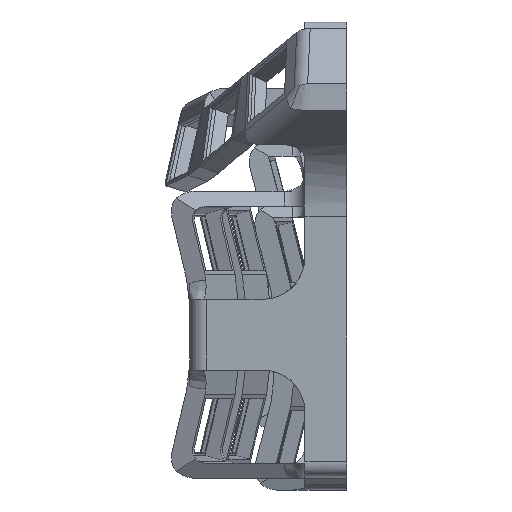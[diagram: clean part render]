
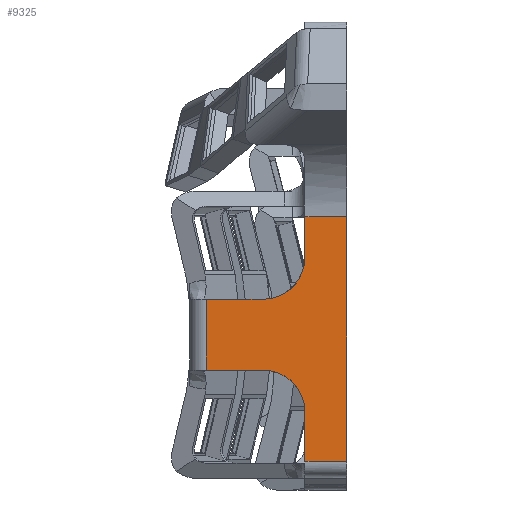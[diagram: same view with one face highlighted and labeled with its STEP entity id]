
A CAD part, left-side view. The second image highlights one B-rep face of the part: STEP entity #9325.
In plain terms, the highlighted planar face has unit normal (-1, 0, 0).
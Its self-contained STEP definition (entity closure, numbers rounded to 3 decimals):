
#481=PLANE('',#9871);
#962=FACE_OUTER_BOUND('',#1476,.T.);
#1476=EDGE_LOOP('',(#7481,#7482,#7483,#7484,#7485,#7486,#7487,#7488,#7489,
#7490));
#1819=LINE('',#12624,#2925);
#1995=LINE('',#13878,#3101);
#1999=LINE('',#13891,#3105);
#2000=LINE('',#13915,#3106);
#2230=LINE('',#16002,#3336);
#2233=LINE('',#16047,#3339);
#2236=LINE('',#16053,#3342);
#2237=LINE('',#16056,#3343);
#2925=VECTOR('',#10244,10.);
#3101=VECTOR('',#10614,10.);
#3105=VECTOR('',#10626,10.);
#3106=VECTOR('',#10627,10.);
#3336=VECTOR('',#11127,10.);
#3339=VECTOR('',#11134,10.);
#3342=VECTOR('',#11139,10.);
#3343=VECTOR('',#11144,10.);
#4058=CIRCLE('',#9725,10.);
#4060=CIRCLE('',#9730,10.);
#4110=VERTEX_POINT('',#12612);
#4111=VERTEX_POINT('',#12623);
#4326=VERTEX_POINT('',#13868);
#4327=VERTEX_POINT('',#13870);
#4329=VERTEX_POINT('',#13876);
#4332=VERTEX_POINT('',#13884);
#4333=VERTEX_POINT('',#13886);
#4334=VERTEX_POINT('',#13890);
#4335=VERTEX_POINT('',#13908);
#4531=VERTEX_POINT('',#16052);
#4989=EDGE_CURVE('',#4111,#4110,#1819,.T.);
#5255=EDGE_CURVE('',#4326,#4327,#4058,.T.);
#5259=EDGE_CURVE('',#4329,#4326,#1995,.T.);
#5263=EDGE_CURVE('',#4332,#4333,#4060,.T.);
#5265=EDGE_CURVE('',#4327,#4334,#1999,.T.);
#5269=EDGE_CURVE('',#4335,#4332,#2000,.T.);
#5609=EDGE_CURVE('',#4111,#4335,#2230,.T.);
#5612=EDGE_CURVE('',#4110,#4334,#2233,.T.);
#5615=EDGE_CURVE('',#4531,#4333,#2236,.T.);
#5617=EDGE_CURVE('',#4531,#4329,#2237,.T.);
#7481=ORIENTED_EDGE('',*,*,#5259,.F.);
#7482=ORIENTED_EDGE('',*,*,#5617,.F.);
#7483=ORIENTED_EDGE('',*,*,#5615,.T.);
#7484=ORIENTED_EDGE('',*,*,#5263,.F.);
#7485=ORIENTED_EDGE('',*,*,#5269,.F.);
#7486=ORIENTED_EDGE('',*,*,#5609,.F.);
#7487=ORIENTED_EDGE('',*,*,#4989,.T.);
#7488=ORIENTED_EDGE('',*,*,#5612,.T.);
#7489=ORIENTED_EDGE('',*,*,#5265,.F.);
#7490=ORIENTED_EDGE('',*,*,#5255,.F.);
#9325=ADVANCED_FACE('',(#962),#481,.F.);
#9725=AXIS2_PLACEMENT_3D('',#13871,#10606,#10607);
#9730=AXIS2_PLACEMENT_3D('',#13887,#10621,#10622);
#9871=AXIS2_PLACEMENT_3D('',#16055,#11142,#11143);
#10244=DIRECTION('',(0.,0.,1.));
#10606=DIRECTION('center_axis',(-1.,0.,0.));
#10607=DIRECTION('ref_axis',(0.,-0.707,-0.707));
#10614=DIRECTION('',(0.,-1.,0.));
#10621=DIRECTION('center_axis',(-1.,0.,0.));
#10622=DIRECTION('ref_axis',(0.,-0.707,0.707));
#10626=DIRECTION('',(0.,0.,1.));
#10627=DIRECTION('',(0.,0.,1.));
#11127=DIRECTION('',(0.,1.,0.));
#11134=DIRECTION('',(0.,1.,0.));
#11139=DIRECTION('',(0.,-1.,0.));
#11142=DIRECTION('center_axis',(1.,0.,0.));
#11143=DIRECTION('ref_axis',(0.,0.,-1.));
#11144=DIRECTION('',(0.,0.,1.));
#12612=CARTESIAN_POINT('',(-12.597,0.,7.123));
#12623=CARTESIAN_POINT('',(-12.597,0.,-51.54));
#12624=CARTESIAN_POINT('',(-12.597,0.,-12.675));
#13868=CARTESIAN_POINT('',(-12.597,20.,-12.675));
#13870=CARTESIAN_POINT('',(-12.597,10.,-2.675));
#13871=CARTESIAN_POINT('Origin',(-12.597,20.,-2.675));
#13876=CARTESIAN_POINT('',(-12.597,33.612,-12.675));
#13878=CARTESIAN_POINT('',(-12.597,39.891,-12.675));
#13884=CARTESIAN_POINT('',(-12.597,10.,-39.675));
#13886=CARTESIAN_POINT('',(-12.597,20.,-29.675));
#13887=CARTESIAN_POINT('Origin',(-12.597,20.,-39.675));
#13890=CARTESIAN_POINT('',(-12.597,10.,7.123));
#13891=CARTESIAN_POINT('',(-12.597,10.,-51.54));
#13908=CARTESIAN_POINT('',(-12.597,10.,-51.54));
#13915=CARTESIAN_POINT('',(-12.597,10.,-51.54));
#16002=CARTESIAN_POINT('',(-12.597,0.,-51.54));
#16047=CARTESIAN_POINT('',(-12.597,0.,7.123));
#16052=CARTESIAN_POINT('',(-12.597,33.612,-29.675));
#16053=CARTESIAN_POINT('',(-12.597,39.891,-29.675));
#16055=CARTESIAN_POINT('Origin',(-12.597,39.891,-29.675));
#16056=CARTESIAN_POINT('',(-12.597,33.612,-25.425));
